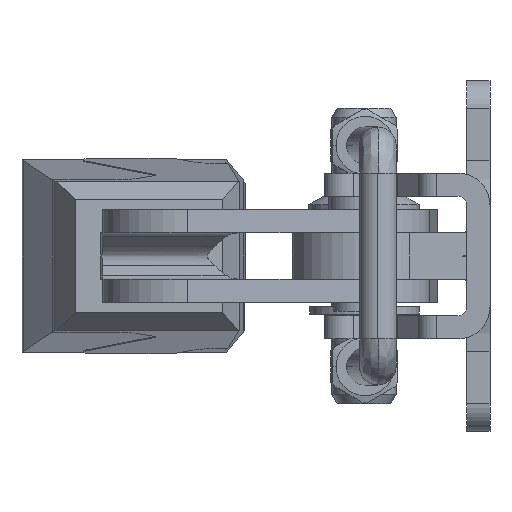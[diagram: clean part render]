
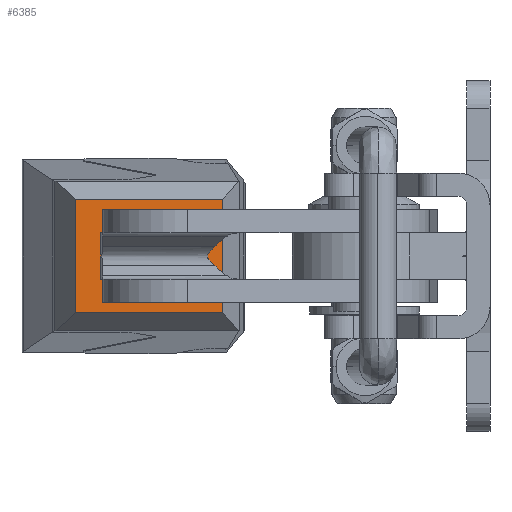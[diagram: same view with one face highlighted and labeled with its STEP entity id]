
A CAD part, left-side view. The second image highlights one B-rep face of the part: STEP entity #6385.
In plain terms, the highlighted face is planar.
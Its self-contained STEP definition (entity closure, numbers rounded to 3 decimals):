
#17 = CARTESIAN_POINT ( 'NONE',  ( 6.034, 0., 0. ) ) ;
#107 = CARTESIAN_POINT ( 'NONE',  ( 6.315, 0., -0.002 ) ) ;
#136 = LINE ( 'NONE', #5670, #766 ) ;
#238 = CARTESIAN_POINT ( 'NONE',  ( 7.995, 0., -6.17 ) ) ;
#544 = CARTESIAN_POINT ( 'NONE',  ( -7.995, 0., -6.17 ) ) ;
#667 = CARTESIAN_POINT ( 'NONE',  ( 7.995, 0., -2.5 ) ) ;
#766 = VECTOR ( 'NONE', #8628, 1000. ) ;
#783 = CARTESIAN_POINT ( 'NONE',  ( -7.995, 0., 0. ) ) ;
#936 = EDGE_CURVE ( 'NONE', #11741, #5396, #2805, .T. ) ;
#961 = CARTESIAN_POINT ( 'NONE',  ( -5.3, 0., -2.5 ) ) ;
#1142 = LINE ( 'NONE', #4569, #8768 ) ;
#1263 = ORIENTED_EDGE ( 'NONE', *, *, #2364, .T. ) ;
#1313 = ORIENTED_EDGE ( 'NONE', *, *, #936, .T. ) ;
#1436 = CARTESIAN_POINT ( 'NONE',  ( 6.315, 0., 0.002 ) ) ;
#1505 = LINE ( 'NONE', #2598, #6518 ) ;
#1980 = CARTESIAN_POINT ( 'NONE',  ( 6.127, 0., 0. ) ) ;
#2052 = FACE_OUTER_BOUND ( 'NONE', #3021, .T. ) ;
#2137 = VERTEX_POINT ( 'NONE', #107 ) ;
#2328 = CARTESIAN_POINT ( 'NONE',  ( 6.315, 0., 0.002 ) ) ;
#2364 = EDGE_CURVE ( 'NONE', #12760, #7258, #3406, .T. ) ;
#2400 = ORIENTED_EDGE ( 'NONE', *, *, #10151, .T. ) ;
#2559 =( BOUNDED_CURVE ( )  B_SPLINE_CURVE ( 3, ( #7389, #7549, #1980, #17 ),
 .UNSPECIFIED., .F., .T. ) 
 B_SPLINE_CURVE_WITH_KNOTS ( ( 4, 4 ),
 ( 4.688, 4.712 ),
 .UNSPECIFIED. ) 
 CURVE ( )  GEOMETRIC_REPRESENTATION_ITEM ( )  RATIONAL_B_SPLINE_CURVE ( ( 1., 1., 1., 1. ) ) 
 REPRESENTATION_ITEM ( '' )  );
#2598 = CARTESIAN_POINT ( 'NONE',  ( 6.315, 0., 0. ) ) ;
#2805 = LINE ( 'NONE', #8049, #4373 ) ;
#2935 = VECTOR ( 'NONE', #10661, 1000. ) ;
#3021 = EDGE_LOOP ( 'NONE', ( #9091, #1263, #3228, #2400 ) ) ;
#3170 = CARTESIAN_POINT ( 'NONE',  ( 7.995, 0., 6.17 ) ) ;
#3228 = ORIENTED_EDGE ( 'NONE', *, *, #11918, .T. ) ;
#3338 = CARTESIAN_POINT ( 'NONE',  ( 6.127, 0., 0. ) ) ;
#3406 = LINE ( 'NONE', #783, #2935 ) ;
#3448 = DIRECTION ( 'NONE',  ( 0., 0., -1. ) ) ;
#3713 = CARTESIAN_POINT ( 'NONE',  ( -5.3, 0., 2.5 ) ) ;
#3774 = FACE_BOUND ( 'NONE', #4765, .T. ) ;
#4373 = VECTOR ( 'NONE', #10078, 1000. ) ;
#4569 = CARTESIAN_POINT ( 'NONE',  ( 6.315, 0., 0. ) ) ;
#4572 = CARTESIAN_POINT ( 'NONE',  ( 7.995, 0., 0. ) ) ;
#4645 = DIRECTION ( 'NONE',  ( -1., 0., 0. ) ) ;
#4765 = EDGE_LOOP ( 'NONE', ( #12011, #10051, #5801, #6955, #10557, #1313, #7560 ) ) ;
#4875 = VERTEX_POINT ( 'NONE', #961 ) ;
#4958 = VECTOR ( 'NONE', #5080, 1000. ) ;
#4999 = VERTEX_POINT ( 'NONE', #12917 ) ;
#5016 = EDGE_CURVE ( 'NONE', #2137, #12631, #2559, .T. ) ;
#5080 = DIRECTION ( 'NONE',  ( 1., 0., 0. ) ) ;
#5396 = VERTEX_POINT ( 'NONE', #10496 ) ;
#5670 = CARTESIAN_POINT ( 'NONE',  ( -5.3, 0., 0. ) ) ;
#5801 = ORIENTED_EDGE ( 'NONE', *, *, #8090, .F. ) ;
#6385 = ADVANCED_FACE ( 'NONE', ( #3774, #2052 ), #12371, .T. ) ;
#6518 = VECTOR ( 'NONE', #9443, 1000. ) ;
#6698 = EDGE_CURVE ( 'NONE', #11403, #12760, #12345, .T. ) ;
#6955 = ORIENTED_EDGE ( 'NONE', *, *, #12135, .T. ) ;
#7071 = DIRECTION ( 'NONE',  ( -1., 0., 0. ) ) ;
#7258 = VERTEX_POINT ( 'NONE', #544 ) ;
#7338 = CARTESIAN_POINT ( 'NONE',  ( 7.995, 0., -6.17 ) ) ;
#7389 = CARTESIAN_POINT ( 'NONE',  ( 6.315, 0., -0.002 ) ) ;
#7443 = EDGE_CURVE ( 'NONE', #11741, #4875, #136, .T. ) ;
#7493 = CARTESIAN_POINT ( 'NONE',  ( -7.995, 0., 6.17 ) ) ;
#7549 = CARTESIAN_POINT ( 'NONE',  ( 6.221, 0., -0.001 ) ) ;
#7560 = ORIENTED_EDGE ( 'NONE', *, *, #12071, .T. ) ;
#7583 = DIRECTION ( 'NONE',  ( 0., 0., 1. ) ) ;
#7876 = VERTEX_POINT ( 'NONE', #1436 ) ;
#8049 = CARTESIAN_POINT ( 'NONE',  ( 7.995, 0., 2.5 ) ) ;
#8090 = EDGE_CURVE ( 'NONE', #4999, #2137, #1142, .T. ) ;
#8592 = LINE ( 'NONE', #8648, #10120 ) ;
#8628 = DIRECTION ( 'NONE',  ( 0., 0., -1. ) ) ;
#8648 = CARTESIAN_POINT ( 'NONE',  ( 7.995, 0., 0. ) ) ;
#8768 = VECTOR ( 'NONE', #7583, 1000. ) ;
#9091 = ORIENTED_EDGE ( 'NONE', *, *, #6698, .T. ) ;
#9249 = CARTESIAN_POINT ( 'NONE',  ( 6.034, 0., 0. ) ) ;
#9250 = CARTESIAN_POINT ( 'NONE',  ( 6.221, 0., 0.001 ) ) ;
#9443 = DIRECTION ( 'NONE',  ( 0., 0., -1. ) ) ;
#9649 = VECTOR ( 'NONE', #7071, 1000. ) ;
#10051 = ORIENTED_EDGE ( 'NONE', *, *, #5016, .F. ) ;
#10078 = DIRECTION ( 'NONE',  ( 1., 0., 0. ) ) ;
#10120 = VECTOR ( 'NONE', #11533, 1000. ) ;
#10151 = EDGE_CURVE ( 'NONE', #12059, #11403, #8592, .T. ) ;
#10225 = LINE ( 'NONE', #238, #4958 ) ;
#10261 = CARTESIAN_POINT ( 'NONE',  ( 6.034, 0., 0. ) ) ;
#10342 =( BOUNDED_CURVE ( )  B_SPLINE_CURVE ( 3, ( #2328, #9250, #3338, #10261 ),
 .UNSPECIFIED., .F., .T. ) 
 B_SPLINE_CURVE_WITH_KNOTS ( ( 4, 4 ),
 ( 4.688, 4.712 ),
 .UNSPECIFIED. ) 
 CURVE ( )  GEOMETRIC_REPRESENTATION_ITEM ( )  RATIONAL_B_SPLINE_CURVE ( ( 1., 1., 1., 1. ) ) 
 REPRESENTATION_ITEM ( '' )  );
#10496 = CARTESIAN_POINT ( 'NONE',  ( 6.315, 0., 2.5 ) ) ;
#10557 = ORIENTED_EDGE ( 'NONE', *, *, #7443, .F. ) ;
#10661 = DIRECTION ( 'NONE',  ( 0., 0., -1. ) ) ;
#10833 = CARTESIAN_POINT ( 'NONE',  ( 7.995, 0., 6.17 ) ) ;
#11403 = VERTEX_POINT ( 'NONE', #10833 ) ;
#11533 = DIRECTION ( 'NONE',  ( 0., 0., 1. ) ) ;
#11741 = VERTEX_POINT ( 'NONE', #3713 ) ;
#11850 = AXIS2_PLACEMENT_3D ( 'NONE', #4572, #12501, #3448 ) ;
#11918 = EDGE_CURVE ( 'NONE', #7258, #12059, #10225, .T. ) ;
#12011 = ORIENTED_EDGE ( 'NONE', *, *, #12480, .T. ) ;
#12059 = VERTEX_POINT ( 'NONE', #7338 ) ;
#12071 = EDGE_CURVE ( 'NONE', #5396, #7876, #1505, .T. ) ;
#12135 = EDGE_CURVE ( 'NONE', #4999, #4875, #12735, .T. ) ;
#12288 = VECTOR ( 'NONE', #4645, 1000. ) ;
#12345 = LINE ( 'NONE', #3170, #9649 ) ;
#12371 = PLANE ( 'NONE',  #11850 ) ;
#12480 = EDGE_CURVE ( 'NONE', #7876, #12631, #10342, .T. ) ;
#12501 = DIRECTION ( 'NONE',  ( 0., -1., 0. ) ) ;
#12631 = VERTEX_POINT ( 'NONE', #9249 ) ;
#12735 = LINE ( 'NONE', #667, #12288 ) ;
#12760 = VERTEX_POINT ( 'NONE', #7493 ) ;
#12917 = CARTESIAN_POINT ( 'NONE',  ( 6.315, 0., -2.5 ) ) ;
